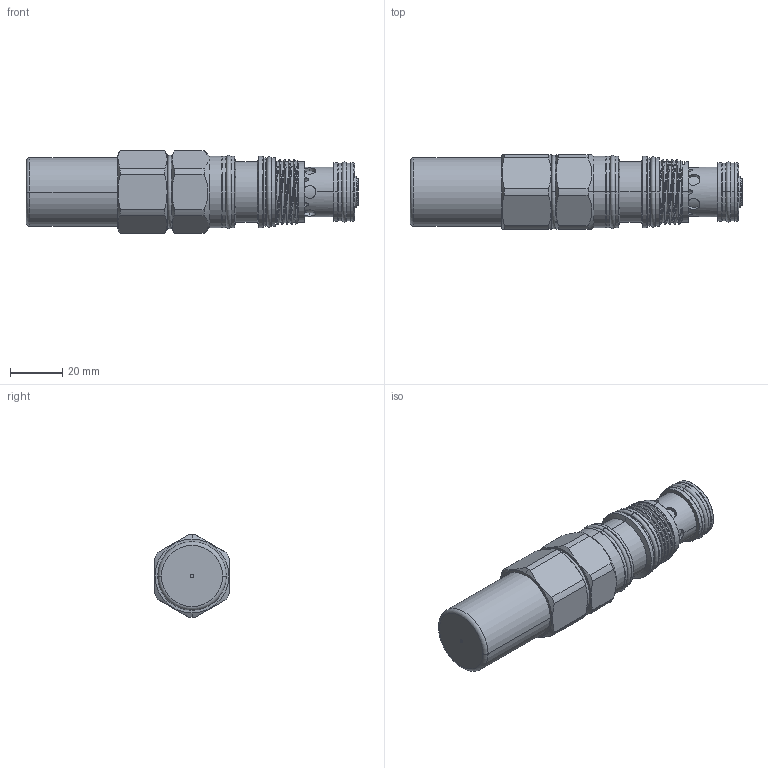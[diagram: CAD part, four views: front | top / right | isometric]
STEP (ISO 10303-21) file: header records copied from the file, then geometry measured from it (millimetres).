
FILE_DESCRIPTION (( 'STEP AP203' ), '1' );
FILE_NAME ('CA2A3A(3C)-C.STEP', '2024-05-20T08:40:29', ( '' ), ( '' ), 'SwSTEP 2.0', 'SolidWorks 2018', '' );
FILE_SCHEMA (( 'CONFIG_CONTROL_DESIGN' ));
Length unit declared in the file: millimetre
Products named in the file (1): CA2A3A(3C)-C
Bounding box: 126.79 x 28.57 x 31.6 mm (x, y, z)
Volume: 67263.3 mm3; surface area: 14393.5 mm2
Topology: 1 solids, 7 shells, 308 faces, 717 edges, 451 vertices
Faces by surface type: cylinder 164, cone 64, plane 51, torus 27, bspline 2
Entity records: 10573 total; most frequent: CARTESIAN_POINT 3645, DIRECTION 1453, ORIENTED_EDGE 1434, EDGE_CURVE 717, AXIS2_PLACEMENT_3D 624, VERTEX_POINT 451, EDGE_LOOP 338, CIRCLE 317
